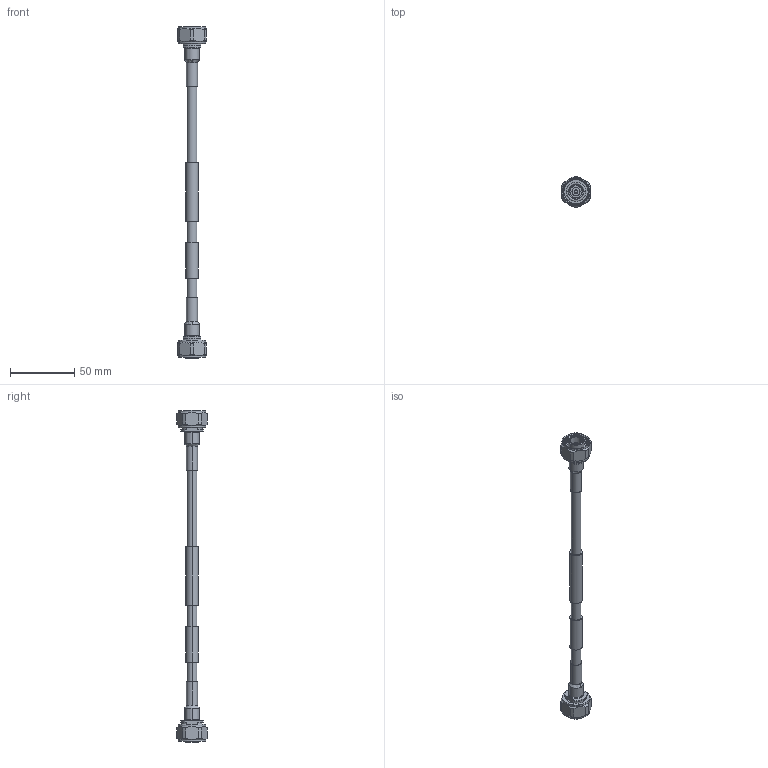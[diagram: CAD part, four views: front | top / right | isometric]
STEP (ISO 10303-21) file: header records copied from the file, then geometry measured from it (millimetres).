
FILE_DESCRIPTION (( 'STEP AP214' ), '1' );
FILE_NAME ('PE3C7819.step', '2021-02-09T19:12:58', ( '' ), ( '' ), 'SwSTEP 2.0', 'SolidWorks 2018', '' );
FILE_SCHEMA (( 'AUTOMOTIVE_DESIGN' ));
Length unit declared in the file: inch
Products named in the file (4): PE3C7819; PE45650^PE3C7819; PE-1/4SFHC^PE3C7819; Heat Shrink^PE3C7819
Assembly tree (5 placements, depth 2):
  PE3C7819
    PE-1/4SFHC^PE3C7819
    Heat Shrink^PE3C7819  x2
    PE45650^PE3C7819  x2
Bounding box: 22 x 24.02 x 259.22 mm (x, y, z)
Volume: 22810.7 mm3; surface area: 14267.9 mm2
Topology: 7 solids, 7 shells, 248 faces, 578 edges, 364 vertices
Faces by surface type: cylinder 126, plane 62, cone 28, bspline 16, torus 16
Entity records: 6290 total; most frequent: CARTESIAN_POINT 3161, DIRECTION 637, ORIENTED_EDGE 608, EDGE_CURVE 304, AXIS2_PLACEMENT_3D 267, VERTEX_POINT 192, EDGE_LOOP 148, CIRCLE 135
